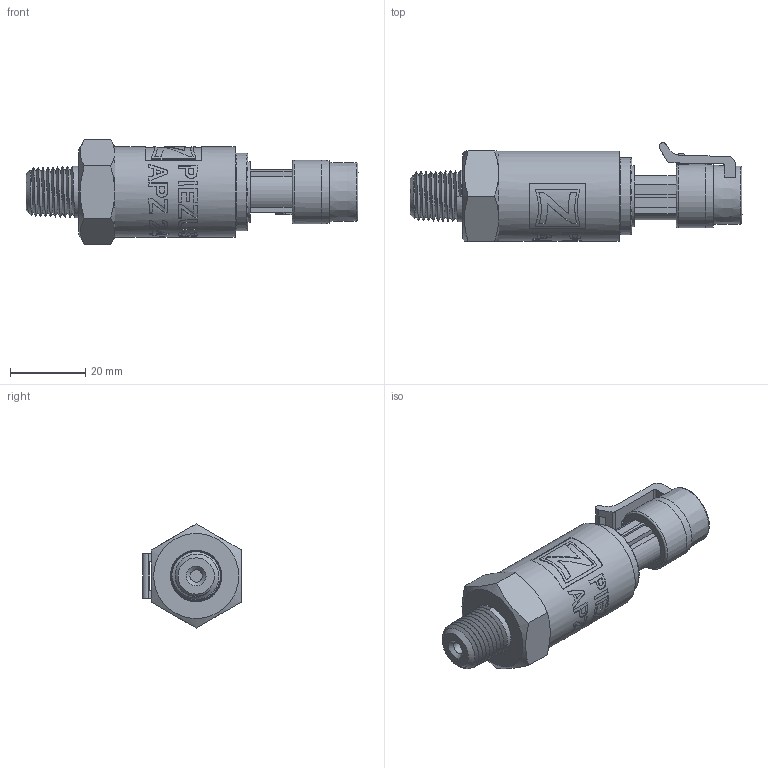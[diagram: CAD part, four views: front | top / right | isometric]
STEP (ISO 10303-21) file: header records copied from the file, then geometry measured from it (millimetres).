
FILE_DESCRIPTION(/* description */ (''),/* implementation_level */ '2;1');
FILE_NAME(/* name */ 'APZ2410_NPT1''4_Packard.step',/* time_stamp */ '2021-06-11T13:56:55+03:00',/* author */ (''),/* organization */ (''),/* preprocessor_version */ 'ST-DEVELOPER v18.1',/* originating_system */ 'Autodesk Translation Framework v10.9.0.1377',/* authorisation */ '');
FILE_SCHEMA (('AUTOMOTIVE_DESIGN { 1 0 10303 214 3 1 1 }'));
Length unit declared in the file: millimetre
Products named in the file (4): APZ2410_NPT1'4_Packard; NPT 1/4; Packard male v12; Packard female v5
Assembly tree (3 placements, depth 2):
  APZ2410_NPT1'4_Packard
    NPT 1/4
    Packard male v12
    Packard female v5
Bounding box: 88.28 x 26.21 x 27.71 mm (x, y, z)
Volume: 26139.1 mm3; surface area: 12921.7 mm2
Topology: 10 solids, 10 shells, 466 faces, 1197 edges, 794 vertices
Faces by surface type: bspline 212, plane 156, cylinder 55, cone 36, torus 7
Full cylindrical faces by diameter (mm): 1.5 x3, 3.3 x1, 10.123 x1, 12 x1, 12.623 x2, 13.9 x1, 16.2 x1, 16.9 x1, 18 x2, 18.3 x1, 20 x2, 20.5 x1, 24 x1
Entity records: 21236 total; most frequent: CARTESIAN_POINT 10810, ORIENTED_EDGE 2394, DIRECTION 1616, EDGE_CURVE 1197, VERTEX_POINT 794, LINE 620, VECTOR 620, EDGE_LOOP 521
